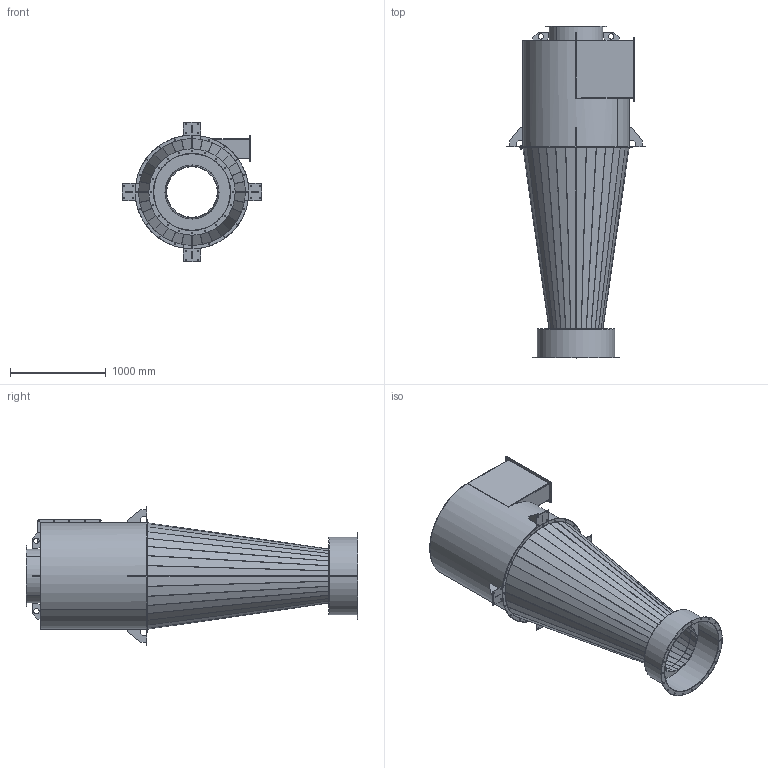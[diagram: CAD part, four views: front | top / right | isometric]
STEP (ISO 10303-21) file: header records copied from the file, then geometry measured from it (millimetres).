
FILE_DESCRIPTION (( 'STEP AP203' ), '1' );
FILE_NAME ('CY0014.STEP', '2023-11-22T07:02:47', ( '' ), ( '' ), 'SwSTEP 2.0', 'SolidWorks 2022', '' );
FILE_SCHEMA (( 'CONFIG_CONTROL_DESIGN' ));
Length unit declared in the file: millimetre
Products named in the file (22): CO-S315-01 - PART_Výchozí; CO-CYGG-400-00 - CW 10-23_Výchozí; CO-S316-05 - PART_Výchozí; CO-S315-00 - CONE_Výchozí; CO-S317-00 - CYCLONE_Výchozí; PH-D005-26 - FLANGE 600x200_Výchozí; CY0014; CO-S315-03 - PART_Výchozí; CO-S316-04 - PART_Výchozí; CO-S314-02 - PART_Výchozí; BOLT JOINT - B+W-W+N_M10x30-X10-W; CO-S316-01 - PART_Výchozí; CO-S315-02 - PART_Výchozí; CO-S316-06 - PART_Výchozí; CO-S316-02 - PART_Výchozí; PRGG-DNXXXX - FLANGE G&G_PRGG-DN560; CO-S315-04 - PART_Výchozí; CO-S316-03 - PART_Výchozí; CO-S314-01 - PART_Výchozí; PRGG-DNXXXX - FLANGE G&G_PRGG-DN800; CO-S314-00 - INPUT_Výchozí; CO-S316-07 - PART_Výchozí
Assembly tree (38 placements, depth 5):
  CY0014
    CO-CYGG-400-00 - CW 10-23_Výchozí
      CO-S317-00 - CYCLONE_Výchozí
        CO-S316-01 - PART_Výchozí
        CO-S316-02 - PART_Výchozí  x4
        CO-S316-03 - PART_Výchozí
        CO-S316-04 - PART_Výchozí
        CO-S316-05 - PART_Výchozí  x4
        CO-S316-06 - PART_Výchozí  x4
        CO-S314-00 - INPUT_Výchozí
          CO-S314-01 - PART_Výchozí
          CO-S314-02 - PART_Výchozí
          PH-D005-26 - FLANGE 600x200_Výchozí  x2
        PRGG-DNXXXX - FLANGE G&G_PRGG-DN560
        CO-S316-07 - PART_Výchozí
      CO-S315-00 - CONE_Výchozí
        CO-S315-01 - PART_Výchozí  x2
        CO-S315-02 - PART_Výchozí
        CO-S315-03 - PART_Výchozí  x4
        CO-S315-04 - PART_Výchozí  x4
        PRGG-DNXXXX - FLANGE G&G_PRGG-DN800
      BOLT JOINT - B+W-W+N_M10x30-X10-W
Bounding box: 1455 x 3459 x 1455 mm (x, y, z)
Volume: 41442205 mm3; surface area: 27368691.3 mm2
Topology: 34 solids, 34 shells, 763 faces, 1818 edges, 1128 vertices
Faces by surface type: plane 359, cylinder 348, bspline 56
Entity records: 13882 total; most frequent: CARTESIAN_POINT 2268, DIRECTION 1950, ORIENTED_EDGE 1722, EDGE_CURVE 861, AXIS2_PLACEMENT_3D 732, VERTEX_POINT 546, LINE 486, VECTOR 486
